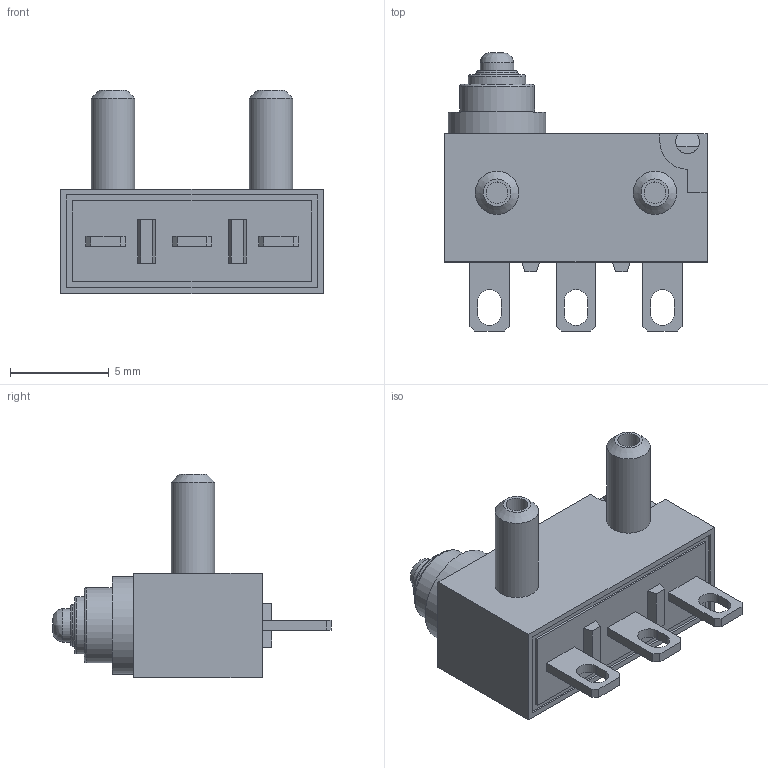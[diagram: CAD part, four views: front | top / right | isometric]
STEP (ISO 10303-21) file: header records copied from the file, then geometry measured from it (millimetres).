
FILE_DESCRIPTION((' '),'2;1');
FILE_NAME('WS0850100F070SA.stp','2017-08-03T13:56:24',(' '),(' '),' ','ACIS',' ');
FILE_SCHEMA(('CONFIG_CONTROL_DESIGN'));
Length unit declared in the file: inch
Products named in the file (1): WS0850100F070SA.stp
Bounding box: 13.3 x 14.1 x 10.3 mm (x, y, z)
Volume: 530 mm3; surface area: 593.4 mm2
Topology: 1 solids, 1 shells, 147 faces, 362 edges, 238 vertices
Faces by surface type: plane 99, cylinder 39, torus 6, cone 2, bspline 1
Full cylindrical faces by diameter (mm): 1.1 x2, 1.7 x1, 2.2 x2, 2.9 x1, 3.8 x1, 4.5 x1, 4.95 x1
Entity records: 4381 total; most frequent: CARTESIAN_POINT 770, DIRECTION 728, ORIENTED_EDGE 684, EDGE_CURVE 342, VECTOR 250, LINE 250, AXIS2_PLACEMENT_3D 239, VERTEX_POINT 236
